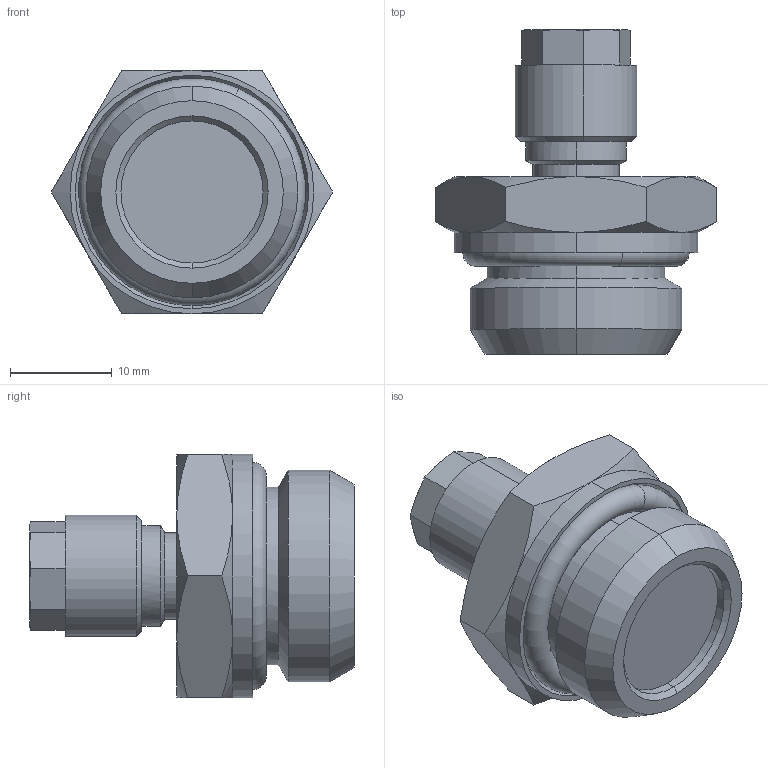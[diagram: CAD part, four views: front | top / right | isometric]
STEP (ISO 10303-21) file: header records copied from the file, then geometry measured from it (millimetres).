
FILE_DESCRIPTION (( 'STEP AP214' ), '1' );
FILE_NAME ('0102000006.step', '2012-09-28T13:18:06', ( '' ), ( '' ), 'SwSTEP 2.0', 'SolidWorks 2012', '' );
FILE_SCHEMA (( 'AUTOMOTIVE_DESIGN' ));
Length unit declared in the file: millimetre
Products named in the file (1): 0102000006
Bounding box: 27.71 x 32 x 24 mm (x, y, z)
Volume: 7882.9 mm3; surface area: 3370.1 mm2
Topology: 1 solids, 2 shells, 87 faces, 188 edges, 111 vertices
Faces by surface type: cone 35, plane 24, cylinder 18, torus 10
Entity records: 2829 total; most frequent: CARTESIAN_POINT 579, DIRECTION 417, ORIENTED_EDGE 376, EDGE_CURVE 188, AXIS2_PLACEMENT_3D 181, VERTEX_POINT 111, EDGE_LOOP 95, CIRCLE 93
